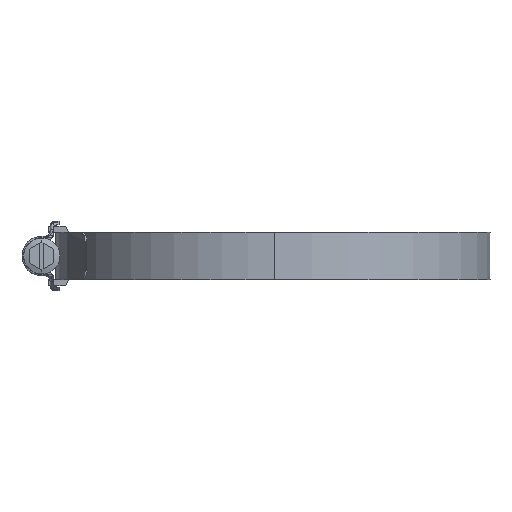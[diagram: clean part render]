
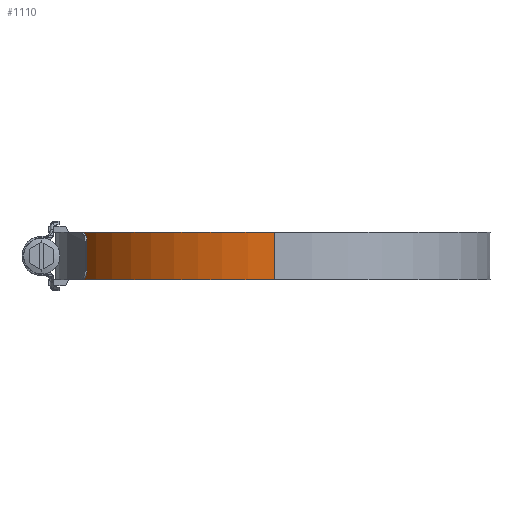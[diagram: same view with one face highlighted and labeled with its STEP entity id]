
A CAD part, left-side view. The second image highlights one B-rep face of the part: STEP entity #1110.
In plain terms, the highlighted cylindrical face has radius 71.69 mm (diameter 143.38 mm), a partial arc.
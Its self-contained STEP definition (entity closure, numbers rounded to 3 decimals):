
#82 = DIRECTION ( 'NONE',  ( -1., 0., 0. ) ) ;
#705 = AXIS2_PLACEMENT_3D ( 'NONE', #3899, #3081, #8715 ) ;
#732 = DIRECTION ( 'NONE',  ( 0., 0., 1. ) ) ;
#838 = DIRECTION ( 'NONE',  ( 0., 0., -1. ) ) ;
#935 = DIRECTION ( 'NONE',  ( 0., 0., -1. ) ) ;
#990 = ORIENTED_EDGE ( 'NONE', *, *, #7962, .T. ) ;
#1006 = FACE_OUTER_BOUND ( 'NONE', #5341, .T. ) ;
#1110 = ADVANCED_FACE ( 'NONE', ( #1006 ), #2345, .T. ) ;
#1252 = LINE ( 'NONE', #5090, #6668 ) ;
#2269 = EDGE_CURVE ( 'NONE', #2941, #8585, #5761, .T. ) ;
#2345 = CYLINDRICAL_SURFACE ( 'NONE', #4662, 71.69 ) ;
#2941 = VERTEX_POINT ( 'NONE', #4515 ) ;
#3081 = DIRECTION ( 'NONE',  ( 0., 0., 1. ) ) ;
#3112 = CARTESIAN_POINT ( 'NONE',  ( 0., 0., -7.95 ) ) ;
#3426 = DIRECTION ( 'NONE',  ( 0., 0., -1. ) ) ;
#3899 = CARTESIAN_POINT ( 'NONE',  ( 0., 0., 7.95 ) ) ;
#3963 = CIRCLE ( 'NONE', #10093, 71.69 ) ;
#4146 = EDGE_CURVE ( 'NONE', #9795, #2941, #7165, .T. ) ;
#4277 = CARTESIAN_POINT ( 'NONE',  ( 0., 71.69, -7.95 ) ) ;
#4515 = CARTESIAN_POINT ( 'NONE',  ( -71.69, 0., 7.95 ) ) ;
#4662 = AXIS2_PLACEMENT_3D ( 'NONE', #7285, #838, #82 ) ;
#5090 = CARTESIAN_POINT ( 'NONE',  ( 0., 71.69, 7.95 ) ) ;
#5200 = ORIENTED_EDGE ( 'NONE', *, *, #9530, .T. ) ;
#5341 = EDGE_LOOP ( 'NONE', ( #9416, #8375, #5200, #990 ) ) ;
#5579 = CARTESIAN_POINT ( 'NONE',  ( 0., 71.69, 7.95 ) ) ;
#5761 = LINE ( 'NONE', #8045, #5908 ) ;
#5908 = VECTOR ( 'NONE', #935, 1000. ) ;
#6668 = VECTOR ( 'NONE', #3426, 1000. ) ;
#7165 = CIRCLE ( 'NONE', #705, 71.69 ) ;
#7285 = CARTESIAN_POINT ( 'NONE',  ( 0., 0., 7.95 ) ) ;
#7672 = CARTESIAN_POINT ( 'NONE',  ( -71.69, 0., -7.95 ) ) ;
#7962 = EDGE_CURVE ( 'NONE', #8962, #8585, #3963, .T. ) ;
#8045 = CARTESIAN_POINT ( 'NONE',  ( -71.69, 0., 7.95 ) ) ;
#8375 = ORIENTED_EDGE ( 'NONE', *, *, #4146, .F. ) ;
#8585 = VERTEX_POINT ( 'NONE', #7672 ) ;
#8715 = DIRECTION ( 'NONE',  ( 1., 0., 0. ) ) ;
#8962 = VERTEX_POINT ( 'NONE', #4277 ) ;
#9416 = ORIENTED_EDGE ( 'NONE', *, *, #2269, .F. ) ;
#9530 = EDGE_CURVE ( 'NONE', #9795, #8962, #1252, .T. ) ;
#9795 = VERTEX_POINT ( 'NONE', #5579 ) ;
#10016 = DIRECTION ( 'NONE',  ( 1., 0., 0. ) ) ;
#10093 = AXIS2_PLACEMENT_3D ( 'NONE', #3112, #732, #10016 ) ;
